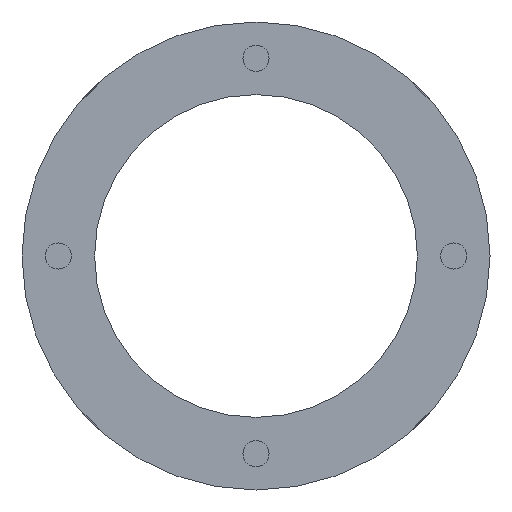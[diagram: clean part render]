
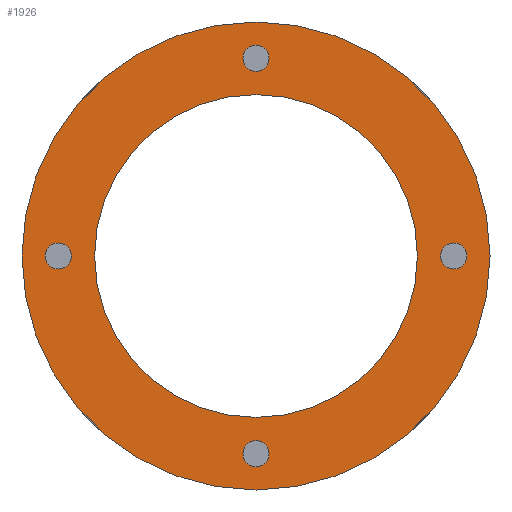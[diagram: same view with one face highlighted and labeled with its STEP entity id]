
A CAD part, left-side view. The second image highlights one B-rep face of the part: STEP entity #1926.
In plain terms, the highlighted planar face has unit normal (-1, 0, 0).
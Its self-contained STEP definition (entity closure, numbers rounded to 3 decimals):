
#126 = EDGE_LOOP ( 'NONE', ( #256, #255 ) ) ;
#210 = EDGE_LOOP ( 'NONE', ( #252, #251 ) ) ;
#212 = EDGE_LOOP ( 'NONE', ( #262, #261 ) ) ;
#214 = EDGE_LOOP ( 'NONE', ( #258, #257 ) ) ;
#216 = EDGE_LOOP ( 'NONE', ( #254, #253 ) ) ;
#217 = EDGE_LOOP ( 'NONE', ( #260, #259 ) ) ;
#251 = ORIENTED_EDGE ( 'NONE', *, *, #3557, .F. ) ;
#252 = ORIENTED_EDGE ( 'NONE', *, *, #3451, .F. ) ;
#253 = ORIENTED_EDGE ( 'NONE', *, *, #577, .T. ) ;
#254 = ORIENTED_EDGE ( 'NONE', *, *, #284, .T. ) ;
#255 = ORIENTED_EDGE ( 'NONE', *, *, #576, .T. ) ;
#256 = ORIENTED_EDGE ( 'NONE', *, *, #746, .T. ) ;
#257 = ORIENTED_EDGE ( 'NONE', *, *, #579, .T. ) ;
#258 = ORIENTED_EDGE ( 'NONE', *, *, #3533, .T. ) ;
#259 = ORIENTED_EDGE ( 'NONE', *, *, #584, .T. ) ;
#260 = ORIENTED_EDGE ( 'NONE', *, *, #3536, .T. ) ;
#261 = ORIENTED_EDGE ( 'NONE', *, *, #3543, .T. ) ;
#262 = ORIENTED_EDGE ( 'NONE', *, *, #578, .T. ) ;
#284 = EDGE_CURVE ( 'NONE', #426, #425, #566, .T. ) ;
#425 = VERTEX_POINT ( 'NONE', #2034 ) ;
#426 = VERTEX_POINT ( 'NONE', #2035 ) ;
#429 = VERTEX_POINT ( 'NONE', #2038 ) ;
#430 = VERTEX_POINT ( 'NONE', #2039 ) ;
#433 = VERTEX_POINT ( 'NONE', #2042 ) ;
#434 = VERTEX_POINT ( 'NONE', #2043 ) ;
#437 = VERTEX_POINT ( 'NONE', #2046 ) ;
#438 = VERTEX_POINT ( 'NONE', #2047 ) ;
#443 = VERTEX_POINT ( 'NONE', #2052 ) ;
#447 = VERTEX_POINT ( 'NONE', #2056 ) ;
#459 = VERTEX_POINT ( 'NONE', #2068 ) ;
#461 = VERTEX_POINT ( 'NONE', #2070 ) ;
#520 = AXIS2_PLACEMENT_3D ( 'NONE', #2856, #2853, #2857 ) ;
#566 = CIRCLE ( 'NONE', #3102, 1.621 ) ;
#576 = EDGE_CURVE ( 'NONE', #429, #430, #608, .T. ) ;
#577 = EDGE_CURVE ( 'NONE', #425, #426, #612, .T. ) ;
#578 = EDGE_CURVE ( 'NONE', #447, #443, #615, .T. ) ;
#579 = EDGE_CURVE ( 'NONE', #433, #434, #614, .T. ) ;
#584 = EDGE_CURVE ( 'NONE', #437, #438, #618, .T. ) ;
#608 = CIRCLE ( 'NONE', #3114, 1.621 ) ;
#612 = CIRCLE ( 'NONE', #3115, 1.621 ) ;
#614 = CIRCLE ( 'NONE', #3118, 1.621 ) ;
#615 = CIRCLE ( 'NONE', #3116, 20. ) ;
#618 = CIRCLE ( 'NONE', #3123, 1.621 ) ;
#647 = CIRCLE ( 'NONE', #3133, 1.621 ) ;
#746 = EDGE_CURVE ( 'NONE', #430, #429, #647, .T. ) ;
#1467 = FACE_BOUND ( 'NONE', #212, .T. ) ;
#1469 = FACE_BOUND ( 'NONE', #126, .T. ) ;
#1471 = FACE_BOUND ( 'NONE', #214, .T. ) ;
#1473 = FACE_BOUND ( 'NONE', #216, .T. ) ;
#1475 = FACE_BOUND ( 'NONE', #217, .T. ) ;
#1476 = FACE_OUTER_BOUND ( 'NONE', #210, .T. ) ;
#1582 = CIRCLE ( 'NONE', #3473, 29. ) ;
#1616 = CIRCLE ( 'NONE', #3484, 1.621 ) ;
#1617 = CIRCLE ( 'NONE', #3486, 1.621 ) ;
#1630 = CIRCLE ( 'NONE', #3488, 20. ) ;
#1647 = CIRCLE ( 'NONE', #3495, 29. ) ;
#1826 = DIRECTION ( 'NONE',  ( 1., 0., 0. ) ) ;
#1827 = CARTESIAN_POINT ( 'NONE',  ( 0., 24.5, 0. ) ) ;
#1828 = DIRECTION ( 'NONE',  ( 0., 0., 1. ) ) ;
#1926 = ADVANCED_FACE ( 'NONE', ( #1467, #1475, #1471, #1469, #1473, #1476 ), #2855, .T. ) ;
#2034 = CARTESIAN_POINT ( 'NONE',  ( 0., 24.5, -1.621 ) ) ;
#2035 = CARTESIAN_POINT ( 'NONE',  ( 0., 24.5, 1.621 ) ) ;
#2038 = CARTESIAN_POINT ( 'NONE',  ( 0., 0., -26.121 ) ) ;
#2039 = CARTESIAN_POINT ( 'NONE',  ( 0., 0., -22.879 ) ) ;
#2042 = CARTESIAN_POINT ( 'NONE',  ( 0., -24.5, -1.621 ) ) ;
#2043 = CARTESIAN_POINT ( 'NONE',  ( 0., -24.5, 1.621 ) ) ;
#2046 = CARTESIAN_POINT ( 'NONE',  ( 0., 0., 22.879 ) ) ;
#2047 = CARTESIAN_POINT ( 'NONE',  ( 0., 0., 26.121 ) ) ;
#2052 = CARTESIAN_POINT ( 'NONE',  ( 0., 0., 20. ) ) ;
#2056 = CARTESIAN_POINT ( 'NONE',  ( 0., 0., -20. ) ) ;
#2068 = CARTESIAN_POINT ( 'NONE',  ( 0., 0., 29. ) ) ;
#2070 = CARTESIAN_POINT ( 'NONE',  ( 0., 0., -29. ) ) ;
#2202 = CARTESIAN_POINT ( 'NONE',  ( 0., 0., -24.5 ) ) ;
#2203 = DIRECTION ( 'NONE',  ( 1., 0., 0. ) ) ;
#2204 = DIRECTION ( 'NONE',  ( 0., 0., 1. ) ) ;
#2206 = CARTESIAN_POINT ( 'NONE',  ( 0., 24.5, 0. ) ) ;
#2207 = DIRECTION ( 'NONE',  ( 1., 0., 0. ) ) ;
#2208 = DIRECTION ( 'NONE',  ( 0., 0., 1. ) ) ;
#2209 = CARTESIAN_POINT ( 'NONE',  ( 0., 0., 0. ) ) ;
#2210 = DIRECTION ( 'NONE',  ( 1., 0., 0. ) ) ;
#2211 = DIRECTION ( 'NONE',  ( 0., 0., -1. ) ) ;
#2212 = CARTESIAN_POINT ( 'NONE',  ( 0., -24.5, 0. ) ) ;
#2213 = DIRECTION ( 'NONE',  ( 1., 0., 0. ) ) ;
#2214 = DIRECTION ( 'NONE',  ( 0., 0., 1. ) ) ;
#2289 = CARTESIAN_POINT ( 'NONE',  ( 0., 0., 24.5 ) ) ;
#2290 = DIRECTION ( 'NONE',  ( 1., 0., 0. ) ) ;
#2291 = DIRECTION ( 'NONE',  ( 0., 0., 1. ) ) ;
#2359 = CARTESIAN_POINT ( 'NONE',  ( 0., 0., -24.5 ) ) ;
#2360 = DIRECTION ( 'NONE',  ( 1., 0., 0. ) ) ;
#2361 = DIRECTION ( 'NONE',  ( 0., 0., 1. ) ) ;
#2853 = DIRECTION ( 'NONE',  ( -1., 0., 0. ) ) ;
#2855 = PLANE ( 'NONE',  #520 ) ;
#2856 = CARTESIAN_POINT ( 'NONE',  ( 0., 24.5, 0. ) ) ;
#2857 = DIRECTION ( 'NONE',  ( 0., 0., 1. ) ) ;
#3020 = CARTESIAN_POINT ( 'NONE',  ( 0., 0., 0. ) ) ;
#3022 = DIRECTION ( 'NONE',  ( 1., 0., 0. ) ) ;
#3023 = DIRECTION ( 'NONE',  ( 0., 0., -1. ) ) ;
#3102 = AXIS2_PLACEMENT_3D ( 'NONE', #1827, #1826, #1828 ) ;
#3114 = AXIS2_PLACEMENT_3D ( 'NONE', #2202, #2203, #2204 ) ;
#3115 = AXIS2_PLACEMENT_3D ( 'NONE', #2206, #2207, #2208 ) ;
#3116 = AXIS2_PLACEMENT_3D ( 'NONE', #2209, #2210, #2211 ) ;
#3118 = AXIS2_PLACEMENT_3D ( 'NONE', #2212, #2213, #2214 ) ;
#3123 = AXIS2_PLACEMENT_3D ( 'NONE', #2289, #2290, #2291 ) ;
#3133 = AXIS2_PLACEMENT_3D ( 'NONE', #2359, #2360, #2361 ) ;
#3132 = CARTESIAN_POINT ( 'NONE',  ( 0., -24.5, 0. ) ) ;
#3134 = DIRECTION ( 'NONE',  ( 1., 0., 0. ) ) ;
#3136 = DIRECTION ( 'NONE',  ( 0., 0., 1. ) ) ;
#3208 = CARTESIAN_POINT ( 'NONE',  ( 0., 0., 24.5 ) ) ;
#3210 = DIRECTION ( 'NONE',  ( 1., 0., 0. ) ) ;
#3212 = DIRECTION ( 'NONE',  ( 0., 0., 1. ) ) ;
#3237 = CARTESIAN_POINT ( 'NONE',  ( 0., 0., 0. ) ) ;
#3239 = DIRECTION ( 'NONE',  ( 1., 0., 0. ) ) ;
#3240 = DIRECTION ( 'NONE',  ( 0., 0., -1. ) ) ;
#3306 = CARTESIAN_POINT ( 'NONE',  ( 0., 0., 0. ) ) ;
#3307 = DIRECTION ( 'NONE',  ( 1., 0., 0. ) ) ;
#3308 = DIRECTION ( 'NONE',  ( 0., 0., -1. ) ) ;
#3451 = EDGE_CURVE ( 'NONE', #461, #459, #1582, .T. ) ;
#3473 = AXIS2_PLACEMENT_3D ( 'NONE', #3020, #3022, #3023 ) ;
#3484 = AXIS2_PLACEMENT_3D ( 'NONE', #3132, #3134, #3136 ) ;
#3486 = AXIS2_PLACEMENT_3D ( 'NONE', #3208, #3210, #3212 ) ;
#3488 = AXIS2_PLACEMENT_3D ( 'NONE', #3237, #3239, #3240 ) ;
#3495 = AXIS2_PLACEMENT_3D ( 'NONE', #3306, #3307, #3308 ) ;
#3533 = EDGE_CURVE ( 'NONE', #434, #433, #1616, .T. ) ;
#3536 = EDGE_CURVE ( 'NONE', #438, #437, #1617, .T. ) ;
#3543 = EDGE_CURVE ( 'NONE', #443, #447, #1630, .T. ) ;
#3557 = EDGE_CURVE ( 'NONE', #459, #461, #1647, .T. ) ;
